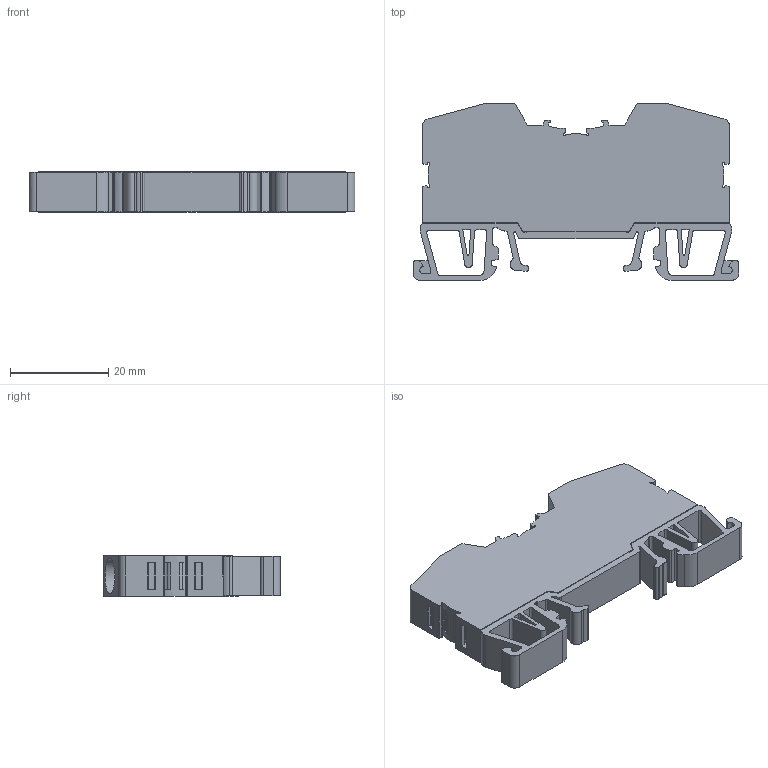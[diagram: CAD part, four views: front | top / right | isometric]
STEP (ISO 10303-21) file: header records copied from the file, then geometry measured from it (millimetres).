
FILE_DESCRIPTION (( 'STEP AP203' ), '1' );
FILE_NAME ('OPK 6.STEP', '2018-11-27T14:28:35', ( '' ), ( '' ), 'SwSTEP 2.0', 'SolidWorks 2011', '' );
FILE_SCHEMA (( 'CONFIG_CONTROL_DESIGN' ));
Length unit declared in the file: millimetre
Products named in the file (1): OPK    6
Bounding box: 66.4 x 36 x 8.2 mm (x, y, z)
Volume: 12926.8 mm3; surface area: 7643 mm2
Topology: 1 solids, 1 shells, 488 faces, 1407 edges, 931 vertices
Faces by surface type: plane 265, cylinder 223
Entity records: 17759 total; most frequent: CARTESIAN_POINT 6012, ORIENTED_EDGE 2814, DIRECTION 1818, EDGE_CURVE 1407, VERTEX_POINT 931, LINE 788, VECTOR 788, B_SPLINE_CURVE_WITH_KNOTS 591
